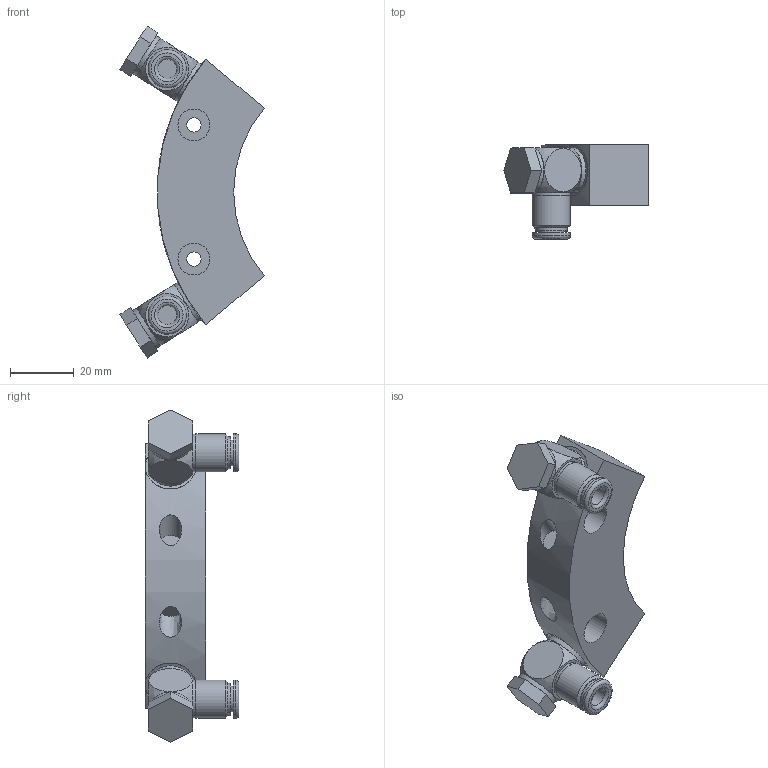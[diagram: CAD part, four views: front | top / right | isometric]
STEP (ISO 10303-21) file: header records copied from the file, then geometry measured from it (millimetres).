
FILE_DESCRIPTION((''),'2;1');
FILE_NAME('PM902234.stp','2010-08-30T14:04:04',('HOFMANN-B'),(''),'Autodesk Inventor 2009','Autodesk Inventor 2009','');
FILE_SCHEMA(('AUTOMOTIVE_DESIGN { 1 0 10303 214 1 1 1 1 }'));
Length unit declared in the file: millimetre
Products named in the file (1): PM902234
Bounding box: 45.38 x 29.5 x 104.33 mm (x, y, z)
Volume: 38564.6 mm3; surface area: 14088.3 mm2
Topology: 1 solids, 4 shells, 118 faces, 235 edges, 151 vertices
Faces by surface type: plane 66, cylinder 31, bspline 9, cone 6, torus 4, sphere 2
Full cylindrical faces by diameter (mm): 4.5 x2, 5 x2, 6 x4, 7 x2, 8 x2, 8.566 x2, 10 x4, 11.8 x2, 12 x4, 14 x4, 16 x1
Entity records: 3389 total; most frequent: CARTESIAN_POINT 1026, DIRECTION 472, ORIENTED_EDGE 336, AXIS2_PLACEMENT_3D 206, EDGE_LOOP 196, EDGE_CURVE 168, VERTEX_POINT 130, STYLED_ITEM 117
